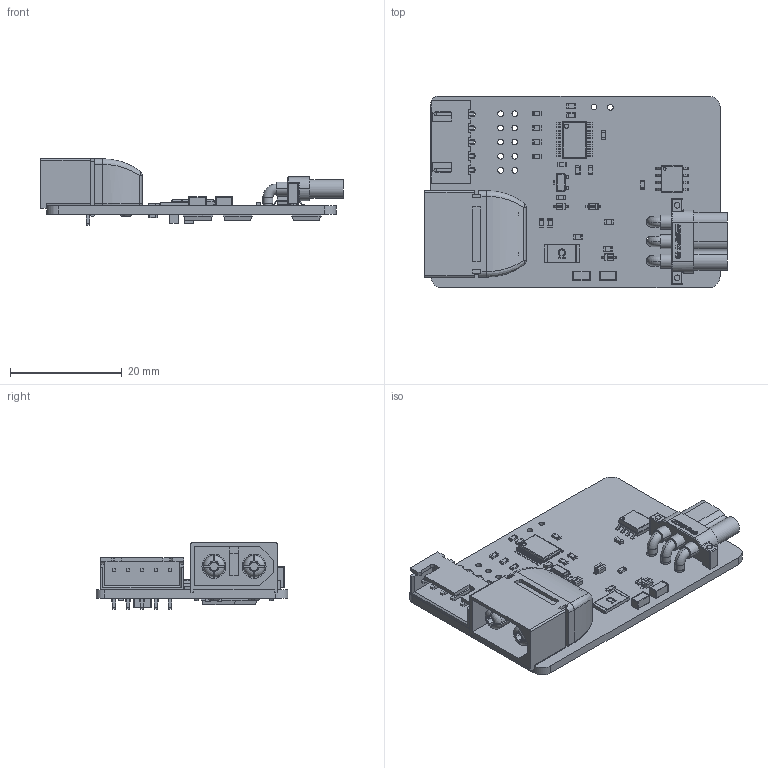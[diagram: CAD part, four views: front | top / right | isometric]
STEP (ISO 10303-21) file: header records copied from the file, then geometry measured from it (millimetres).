
FILE_DESCRIPTION(('Open CASCADE Model'),'2;1');
FILE_NAME('Open CASCADE Shape Model','2024-12-28T20:24:18',('Author'),( 'Open CASCADE'),'Open CASCADE STEP processor 7.5','Open CASCADE 7.5' ,'Unknown');
FILE_SCHEMA(('AUTOMOTIVE_DESIGN { 1 0 10303 214 1 1 1 1 }'));
Length unit declared in the file: millimetre
Products named in the file (70): PCB; Board; Open CASCADE STEP translator 7.5 1.1.1; Q1; User Library-PowerPAK_SO8_single; IC2; 6001510640; Body; PinsArrayLR; C10; User Library-cap_0603_lowprofile; Q4; Q3; R17; Resistor_2512_Ohm; Pin1Body; Pin2Body; CeramicBody; CoatingBody; TextBody; R14; User Library-res0603-1; R13; R12; R16; R15; R11; R10; R9; R8; R7; R6; R5; R4; R3; R2; R1; Q2; 6217790864; Open CASCADE STEP translator 6.8 2.1.1 ...
Assembly tree (118 placements, depth 5):
  PCB
    Board
      Open CASCADE STEP translator 7.5 1.1.1
    Q1
      User Library-PowerPAK_SO8_single
    IC2
      6001510640
        Body
        PinsArrayLR
    C10
      User Library-cap_0603_lowprofile
    Q4
      User Library-PowerPAK_SO8_single
    Q3
      User Library-PowerPAK_SO8_single
    R17
      Resistor_2512_Ohm
        Pin1Body
        Pin2Body
        CeramicBody
        CoatingBody
        TextBody
    R14
      User Library-res0603-1
    R13
      User Library-res0603-1
    R12
      User Library-res0603-1
    R16
      User Library-res0603-1
    R15
      User Library-res0603-1
    R11
      User Library-res0603-1
    R10
      User Library-res0603-1
    R9
      User Library-res0603-1
    R8
      User Library-res0603-1
    R7
      User Library-res0603-1
    R6
      User Library-res0603-1
    R5
      User Library-res0603-1
    R4
      User Library-res0603-1
    R3
      User Library-res0603-1
    R2
      User Library-res0603-1
    R1
      User Library-res0603-1
    Q2
      6217790864
        Body
          Open CASCADE STEP translator 6.8 2.1.1
        Leader  x3
    J4
Bounding box: 54.31 x 34.42 x 11.91 mm (x, y, z)
Volume: 5140.5 mm3; surface area: 8753.4 mm2
Topology: 82 solids, 82 shells, 3100 faces, 8064 edges, 5134 vertices
Faces by surface type: plane 2103, cylinder 705, bspline 133, sphere 86, torus 27, extrusion 24, revolution 12, cone 10
Full cylindrical faces by diameter (mm): 0.487 x1, 1 x7, 1.02 x10, 1.1 x2, 1.85 x3, 2.8 x2
Entity records: 54973 total; most frequent: CARTESIAN_POINT 13525, ORIENTED_EDGE 7276, DIRECTION 6812, EDGE_CURVE 3638, VECTOR 2532, LINE 2508, VERTEX_POINT 2348, AXIS2_PLACEMENT_3D 2134
